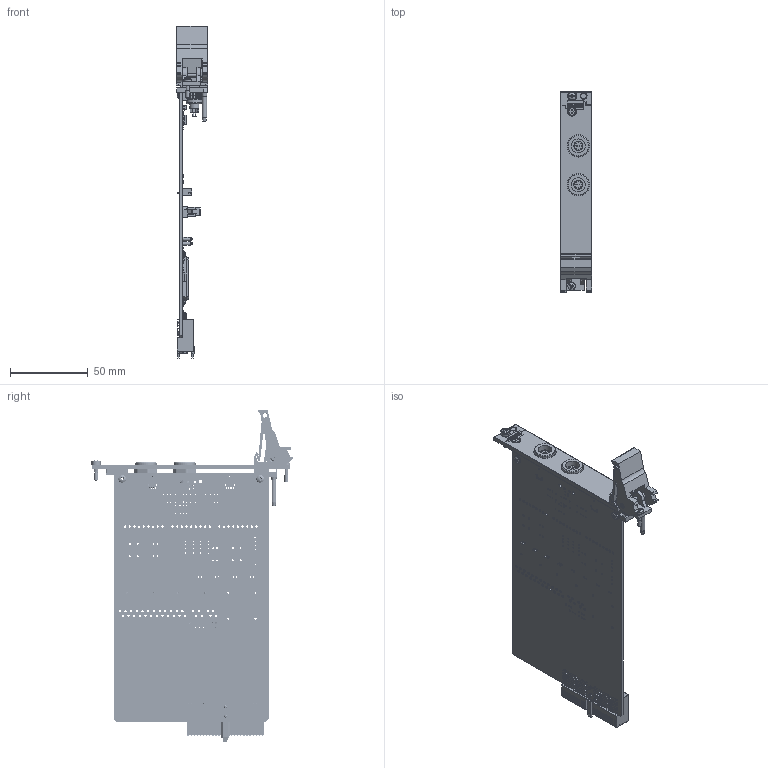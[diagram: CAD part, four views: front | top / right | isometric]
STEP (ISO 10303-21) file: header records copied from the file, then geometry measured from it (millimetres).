
FILE_DESCRIPTION (( 'STEP AP214' ), '1' );
FILE_NAME ('40-785A-532-TE PXI Remote Dual 6CH MUX SMA TERM.STEP', '2013-09-10T12:49:44', ( 'admin' ), ( '' ), 'SwSTEP 2.0', 'SolidWorks 2012', '' );
FILE_SCHEMA (( 'AUTOMOTIVE_DESIGN' ));
Length unit declared in the file: millimetre
Products named in the file (1): 40-785A-532-TE PXI Remote Dual 6CH MUX SMA TERM
Bounding box: 20 x 129.67 x 214.01 mm (x, y, z)
Surface area: 63544.7 mm2 (no closed solid volume)
Topology: 0 solids, 698 shells, 4513 faces, 19511 edges, 15191 vertices
Faces by surface type: plane 3426, cylinder 899, cone 109, bspline 38, torus 33, sphere 8
Full cylindrical faces by diameter (mm): 0.278 x1, 0.4 x19, 0.5 x2, 0.6 x110, 0.75 x55, 0.8 x37, 0.9 x15, 0.92 x4, 0.98 x1, 0.996 x7, 1 x19, 1.2 x8, 1.3 x8, 1.496 x2, 1.5 x59, 1.519 x2, 2 x5, 2.05 x1, 2.3 x2, 2.497 x1, 2.5 x4, 2.6 x1, 2.7 x1, 2.8 x1, 3 x3, 4.7 x1, 5 x4, 5.3 x1, 5.8 x2, 5.9 x1
Entity records: 255019 total; most frequent: CARTESIAN_POINT 52601, DIRECTION 30409, ORIENTED_EDGE 25725, EDGE_CURVE 18979, VERTEX_POINT 15072, LINE 14291, VECTOR 14291, AXIS2_PLACEMENT_3D 8059
